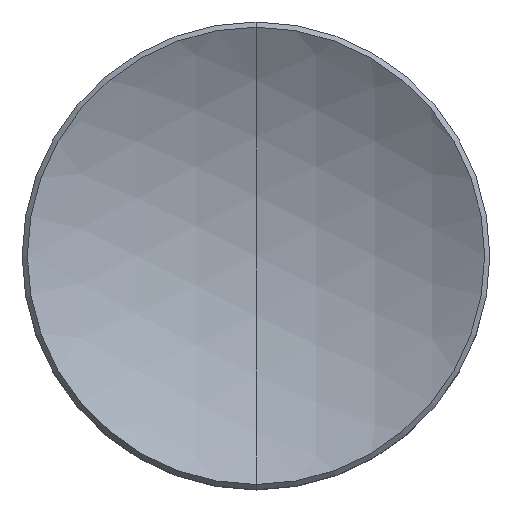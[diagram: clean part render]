
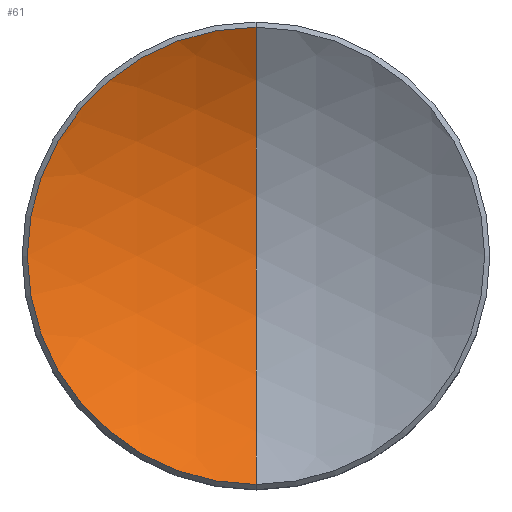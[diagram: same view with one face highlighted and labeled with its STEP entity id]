
A CAD part, top view. The second image highlights one B-rep face of the part: STEP entity #61.
In plain terms, the highlighted spherical face has radius 11.5 mm.
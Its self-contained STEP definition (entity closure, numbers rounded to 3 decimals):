
#1 = ORIENTED_EDGE ( 'NONE', *, *, #4, .F. ) ;
#2 = EDGE_CURVE ( 'NONE', #63, #66, #164, .T. ) ;
#4 = EDGE_CURVE ( 'NONE', #66, #56, #151, .T. ) ;
#7 = ORIENTED_EDGE ( 'NONE', *, *, #8, .T. ) ;
#8 = EDGE_CURVE ( 'NONE', #63, #56, #167, .T. ) ;
#56 = VERTEX_POINT ( 'NONE', #88 ) ;
#61 = ADVANCED_FACE ( 'NONE', ( #176 ), #218, .F. ) ;
#62 = EDGE_LOOP ( 'NONE', ( #68, #7, #1 ) ) ;
#63 = VERTEX_POINT ( 'NONE', #212 ) ;
#66 = VERTEX_POINT ( 'NONE', #119 ) ;
#68 = ORIENTED_EDGE ( 'NONE', *, *, #2, .F. ) ;
#88 = CARTESIAN_POINT ( 'NONE',  ( 0., 0., 1.5 ) ) ;
#106 = DIRECTION ( 'NONE',  ( 0., 0., 1. ) ) ;
#107 = DIRECTION ( 'NONE',  ( -1., 0., 0. ) ) ;
#108 = CARTESIAN_POINT ( 'NONE',  ( 0., 0., 13. ) ) ;
#109 = AXIS2_PLACEMENT_3D ( 'NONE', #108, #107, #106 ) ;
#114 = DIRECTION ( 'NONE',  ( 1., 0., 0. ) ) ;
#119 = CARTESIAN_POINT ( 'NONE',  ( 0., 6.209, 3.32 ) ) ;
#140 = CARTESIAN_POINT ( 'NONE',  ( 0., 0., 3.32 ) ) ;
#144 = DIRECTION ( 'NONE',  ( 0., 1., 0. ) ) ;
#145 = DIRECTION ( 'NONE',  ( 1., 0., 0. ) ) ;
#147 = DIRECTION ( 'NONE',  ( 0., 1., 0. ) ) ;
#148 = DIRECTION ( 'NONE',  ( 0., 0., -1. ) ) ;
#149 = AXIS2_PLACEMENT_3D ( 'NONE', #140, #148, #147 ) ;
#151 = CIRCLE ( 'NONE', #109, 11.5 ) ;
#159 = CARTESIAN_POINT ( 'NONE',  ( 0., 0., 13. ) ) ;
#164 = CIRCLE ( 'NONE', #149, 6.209 ) ;
#165 = CARTESIAN_POINT ( 'NONE',  ( 0., 0., 13. ) ) ;
#166 = AXIS2_PLACEMENT_3D ( 'NONE', #165, #145, #144 ) ;
#167 = CIRCLE ( 'NONE', #166, 11.5 ) ;
#176 = FACE_OUTER_BOUND ( 'NONE', #62, .T. ) ;
#177 = AXIS2_PLACEMENT_3D ( 'NONE', #159, #114, #184 ) ;
#184 = DIRECTION ( 'NONE',  ( 0., 1., 0. ) ) ;
#212 = CARTESIAN_POINT ( 'NONE',  ( 0., -6.209, 3.32 ) ) ;
#218 = SPHERICAL_SURFACE ( 'NONE', #177, 11.5 ) ;
